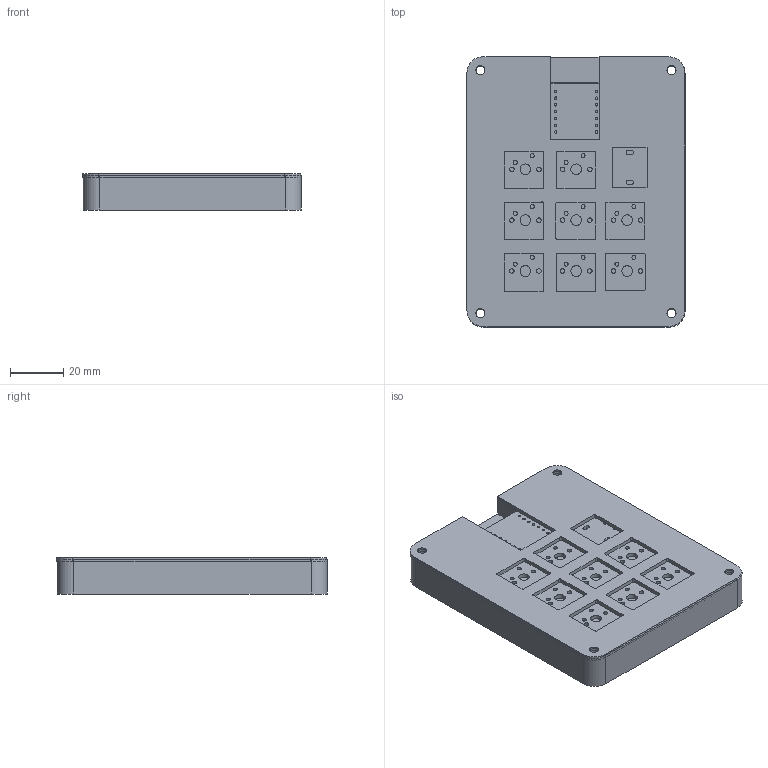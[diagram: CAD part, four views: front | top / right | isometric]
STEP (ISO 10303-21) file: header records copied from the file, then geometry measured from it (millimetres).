
FILE_DESCRIPTION(/* description */ (''),/* implementation_level */ '2;1');
FILE_NAME(/* name */ 'Macropad.step',/* time_stamp */ '2025-12-28T12:58:45-03:00',/* author */ ('Jun'),/* organization */ (''),/* preprocessor_version */ 'ST-DEVELOPER v20.1',/* originating_system */ 'Autodesk Translation Framework v14.21.0.0',/* authorisation */ '');
FILE_SCHEMA (('AUTOMOTIVE_DESIGN { 1 0 10303 214 3 1 1 }'));
Length unit declared in the file: millimetre
Products named in the file (2): 2025-12-27-11-27-53-282; 2025-12-27-11-28-39-395
Bounding box: 81.66 x 101.25 x 13.5 mm (x, y, z)
Volume: 70882.1 mm3; surface area: 47568.8 mm2
Topology: 3 solids, 3 shells, 486 faces, 1377 edges, 918 vertices
Faces by surface type: bspline 221, plane 150, cylinder 115
Full cylindrical faces by diameter (mm): 0.889 x14, 1 x5, 1.5 x16, 1.7 x16, 3.4 x8, 4 x8, 6 x4
Entity records: 18233 total; most frequent: CARTESIAN_POINT 6541, ORIENTED_EDGE 2754, DIRECTION 1701, EDGE_CURVE 1377, VERTEX_POINT 918, LINE 705, VECTOR 705, EDGE_LOOP 663
